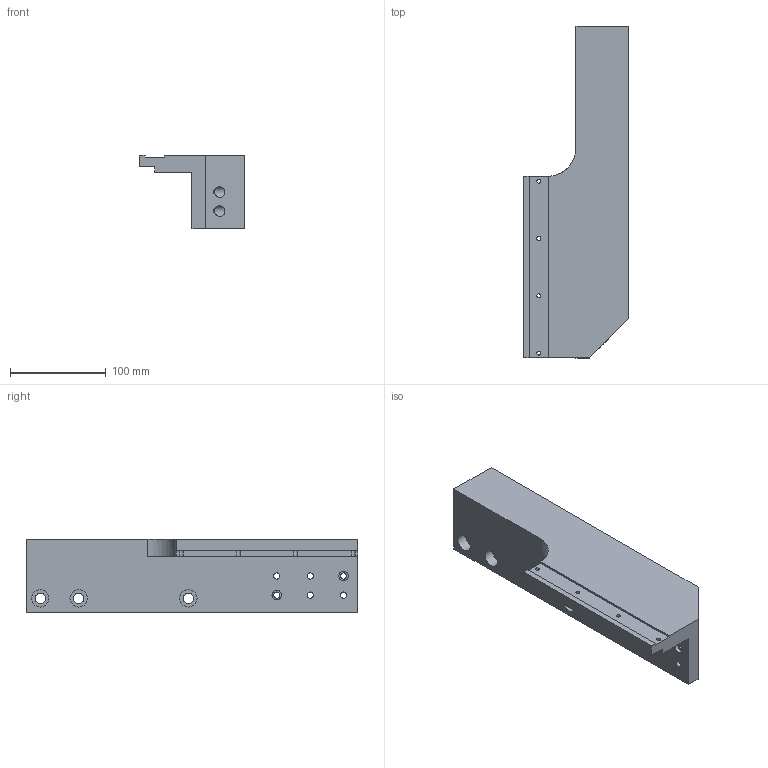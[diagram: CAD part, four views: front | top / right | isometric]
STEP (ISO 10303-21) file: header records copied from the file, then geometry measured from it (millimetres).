
FILE_DESCRIPTION(/* description */ (''),/* implementation_level */ '2;1');
FILE_NAME(/* name */ 'F1641AM.stp',/* time_stamp */ '2024-05-15T12:10:03+02:00',/* author */ ('Z420'),/* organization */ (''),/* preprocessor_version */ 'ST-DEVELOPER v18.1',/* originating_system */ 'Autodesk Inventor 2022',/* authorisation */ '');
FILE_SCHEMA (('AUTOMOTIVE_DESIGN { 1 0 10303 214 3 1 1 }'));
Length unit declared in the file: millimetre
Products named in the file (1): F1641AM
Bounding box: 110 x 347.5 x 77 mm (x, y, z)
Volume: 1532744.6 mm3; surface area: 136076.7 mm2
Topology: 1 solids, 1 shells, 70 faces, 176 edges, 116 vertices
Faces by surface type: cylinder 32, plane 31, cone 7
Full cylindrical faces by diameter (mm): 4.134 x4, 6.5 x6, 6.647 x7, 10 x2, 11 x9, 18 x3
Entity records: 2188 total; most frequent: DIRECTION 384, CARTESIAN_POINT 356, ORIENTED_EDGE 338, EDGE_CURVE 169, AXIS2_PLACEMENT_3D 144, VERTEX_POINT 115, EDGE_LOOP 110, LINE 96
